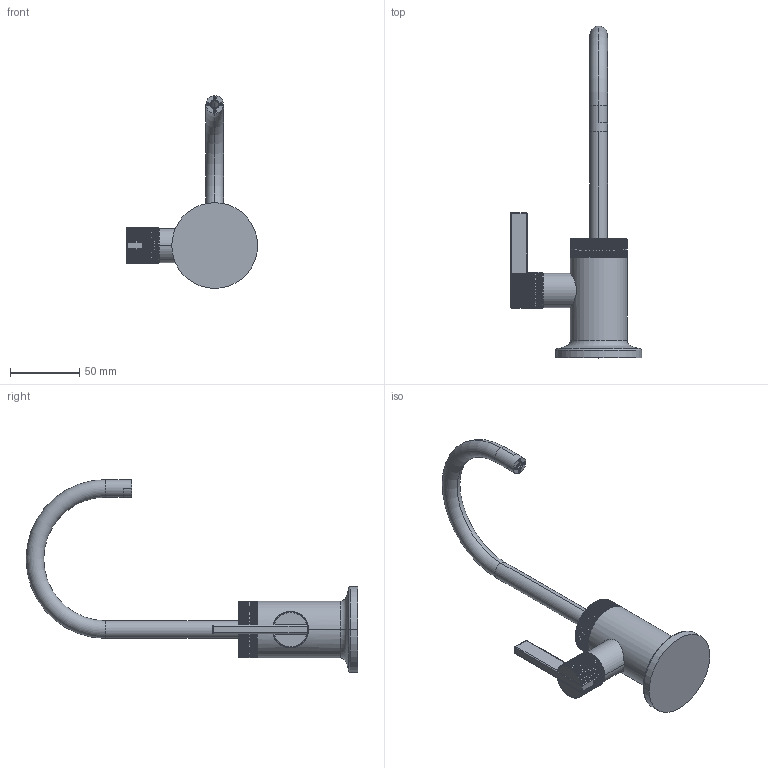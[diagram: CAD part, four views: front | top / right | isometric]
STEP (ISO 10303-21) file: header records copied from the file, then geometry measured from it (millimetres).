
FILE_DESCRIPTION((''),'2;1');
FILE_NAME('3230-5613','2025-04-23T00:27:42',('SwamiS'),(''),'CREO PARAMETRIC BY PTC INC, 2023134','CREO PARAMETRIC BY PTC INC, 2023134','');
FILE_SCHEMA(('CONFIG_CONTROL_DESIGN'));
Length unit declared in the file: inch
Products named in the file (1): 3230-5613
Bounding box: 94.39 x 238.76 x 138.81 mm (x, y, z)
Volume: 162535.6 mm3; surface area: 45582.1 mm2
Topology: 1 solids, 1 shells, 710 faces, 2023 edges, 1322 vertices
Faces by surface type: plane 412, cylinder 248, cone 24, torus 16, sphere 8, bspline 2
Entity records: 28577 total; most frequent: CARTESIAN_POINT 11085, ORIENTED_EDGE 4030, DIRECTION 3219, EDGE_CURVE 2015, VERTEX_POINT 1322, AXIS2_PLACEMENT_3D 1248, B_SPLINE_CURVE_WITH_KNOTS 752, EDGE_LOOP 727
